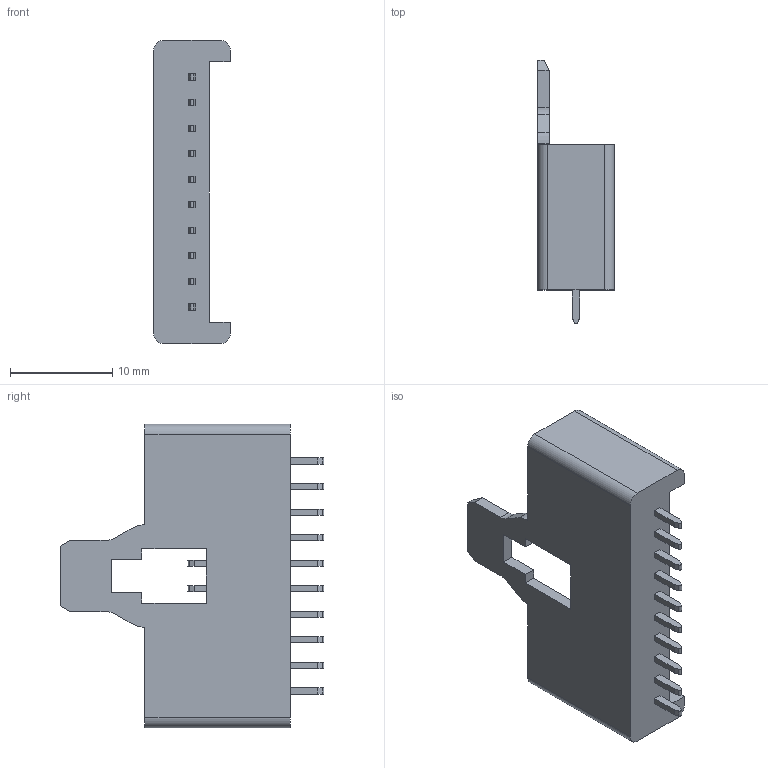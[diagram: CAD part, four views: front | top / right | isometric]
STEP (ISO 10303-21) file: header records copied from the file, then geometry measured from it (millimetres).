
FILE_DESCRIPTION(('OneSpaceDesigner STEP Export'),'2;1');
FILE_NAME('2,5_MSF_10.stp','2005-12-05T14:27:54',('oleg_svencickij'),('LumbergConnect_GmbH'),'OneSpace Designer STEP processor for AP214 (Solid Model)','OneSpace Designer 13.20 11-May-2005 (C) CoCreate Software GmbH','');
FILE_SCHEMA(('AUTOMOTIVE_DESIGN { 1 0 10303 214 1 1 1 1 }'));
Length unit declared in the file: millimetre
Products named in the file (2): 2.5_MSF_10
Assembly tree (1 placements, depth 2):
  2.5_MSF_10
    2.5_MSF_10
Bounding box: 7.5 x 25.8 x 29.7 mm (x, y, z)
Volume: 1040.7 mm3; surface area: 1926.8 mm2
Topology: 1 solids, 1 shells, 221 faces, 589 edges, 390 vertices
Faces by surface type: plane 191, cylinder 30
Entity records: 8320 total; most frequent: CARTESIAN_POINT 1194, ORIENTED_EDGE 1178, DIRECTION 1083, EDGE_CURVE 589, VECTOR 525, LINE 525, VERTEX_POINT 390, AXIS2_PLACEMENT_3D 279
